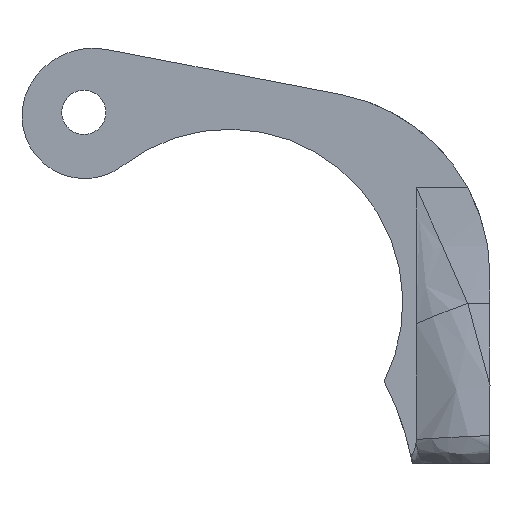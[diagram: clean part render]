
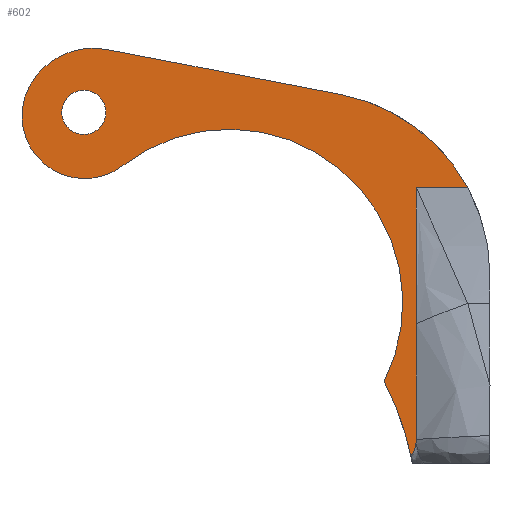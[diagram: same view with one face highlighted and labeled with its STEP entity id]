
A CAD part, left-side view. The second image highlights one B-rep face of the part: STEP entity #602.
In plain terms, the highlighted planar face has unit normal (-1, 0, 0).
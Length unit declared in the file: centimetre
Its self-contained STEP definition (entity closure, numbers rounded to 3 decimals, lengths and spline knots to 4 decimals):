
#18=FACE_BOUND('',#91,.T.);
#55=FACE_OUTER_BOUND('',#90,.T.);
#90=EDGE_LOOP('',(#504,#505,#506,#507,#508,#509,#510,#511,#512,#513));
#91=EDGE_LOOP('',(#514));
#106=CIRCLE('',#632,0.4);
#111=CIRCLE('',#646,0.3);
#117=CIRCLE('',#657,0.85);
#119=CIRCLE('',#660,2.3557);
#124=CIRCLE('',#667,4.);
#125=CIRCLE('',#669,2.5);
#126=CIRCLE('',#670,0.9787);
#182=LINE('',#1068,#234);
#183=LINE('',#1070,#235);
#184=LINE('',#1072,#236);
#185=LINE('',#1076,#237);
#234=VECTOR('',#809,1.);
#235=VECTOR('',#810,1.);
#236=VECTOR('',#811,10.);
#237=VECTOR('',#814,1.);
#250=VERTEX_POINT('',#884);
#251=VERTEX_POINT('',#886);
#277=VERTEX_POINT('',#1016);
#284=VERTEX_POINT('',#1039);
#285=VERTEX_POINT('',#1041);
#287=VERTEX_POINT('',#1047);
#293=VERTEX_POINT('',#1067);
#294=VERTEX_POINT('',#1069);
#295=VERTEX_POINT('',#1071);
#296=VERTEX_POINT('',#1073);
#297=VERTEX_POINT('',#1075);
#309=EDGE_CURVE('',#250,#251,#106,.T.);
#345=EDGE_CURVE('',#277,#277,#111,.T.);
#356=EDGE_CURVE('',#284,#285,#117,.T.);
#360=EDGE_CURVE('',#284,#287,#119,.T.);
#369=EDGE_CURVE('',#287,#251,#124,.F.);
#370=EDGE_CURVE('',#250,#293,#182,.T.);
#371=EDGE_CURVE('',#293,#294,#183,.T.);
#372=EDGE_CURVE('',#295,#294,#184,.T.);
#373=EDGE_CURVE('',#296,#295,#125,.T.);
#374=EDGE_CURVE('',#297,#296,#185,.T.);
#375=EDGE_CURVE('',#285,#297,#126,.T.);
#504=ORIENTED_EDGE('',*,*,#356,.F.);
#505=ORIENTED_EDGE('',*,*,#360,.T.);
#506=ORIENTED_EDGE('',*,*,#369,.T.);
#507=ORIENTED_EDGE('',*,*,#309,.F.);
#508=ORIENTED_EDGE('',*,*,#370,.T.);
#509=ORIENTED_EDGE('',*,*,#371,.T.);
#510=ORIENTED_EDGE('',*,*,#372,.F.);
#511=ORIENTED_EDGE('',*,*,#373,.F.);
#512=ORIENTED_EDGE('',*,*,#374,.F.);
#513=ORIENTED_EDGE('',*,*,#375,.F.);
#514=ORIENTED_EDGE('',*,*,#345,.T.);
#578=PLANE('',#668);
#602=ADVANCED_FACE('',(#55,#18),#578,.F.);
#632=AXIS2_PLACEMENT_3D('',#887,#697,#698);
#646=AXIS2_PLACEMENT_3D('',#1018,#752,#753);
#657=AXIS2_PLACEMENT_3D('',#1042,#779,#780);
#660=AXIS2_PLACEMENT_3D('',#1049,#787,#788);
#667=AXIS2_PLACEMENT_3D('',#1065,#805,#806);
#668=AXIS2_PLACEMENT_3D('',#1066,#807,#808);
#669=AXIS2_PLACEMENT_3D('',#1074,#812,#813);
#670=AXIS2_PLACEMENT_3D('',#1077,#815,#816);
#697=DIRECTION('center_axis',(1.,0.,0.));
#698=DIRECTION('ref_axis',(0.,1.,0.));
#752=DIRECTION('center_axis',(1.,0.,0.));
#753=DIRECTION('ref_axis',(0.,-1.,0.));
#779=DIRECTION('center_axis',(1.,0.,0.));
#780=DIRECTION('ref_axis',(0.,-0.889,-0.458));
#787=DIRECTION('center_axis',(1.,0.,0.));
#788=DIRECTION('ref_axis',(0.,0.,-1.));
#805=DIRECTION('center_axis',(-1.,0.,0.));
#806=DIRECTION('ref_axis',(0.,-0.996,0.087));
#807=DIRECTION('center_axis',(1.,0.,0.));
#808=DIRECTION('ref_axis',(0.,0.,-1.));
#809=DIRECTION('',(0.,0.,1.));
#810=DIRECTION('',(0.,0.,1.));
#811=DIRECTION('',(0.,1.,0.));
#812=DIRECTION('center_axis',(1.,0.,0.));
#813=DIRECTION('ref_axis',(0.,-0.771,0.637));
#814=DIRECTION('',(0.,-0.982,-0.189));
#815=DIRECTION('center_axis',(1.,0.,0.));
#816=DIRECTION('ref_axis',(0.,-0.008,-1.));
#884=CARTESIAN_POINT('',(0.,1.,-5.2898));
#886=CARTESIAN_POINT('',(0.,1.0717,-5.5184));
#887=CARTESIAN_POINT('Origin',(0.,1.4,-5.2898));
#1016=CARTESIAN_POINT('',(0.,5.8098,-0.8533));
#1018=CARTESIAN_POINT('Origin',(0.,5.5098,-0.8533));
#1039=CARTESIAN_POINT('',(0.,4.9792,-1.5745));
#1041=CARTESIAN_POINT('',(0.,6.2548,-0.5128));
#1042=CARTESIAN_POINT('Origin',(0.,5.4992,-0.9021));
#1047=CARTESIAN_POINT('',(0.,1.4362,-4.5016));
#1049=CARTESIAN_POINT('Origin',(0.,3.538,-3.4379));
#1065=CARTESIAN_POINT('Origin',(0.,4.9849,-6.3473));
#1066=CARTESIAN_POINT('Origin',(0.,3.1818,-2.9912));
#1067=CARTESIAN_POINT('',(0.,1.,-3.7195));
#1068=CARTESIAN_POINT('',(0.,1.,-4.4956));
#1069=CARTESIAN_POINT('',(0.,1.,-1.8775));
#1070=CARTESIAN_POINT('',(0.,1.,-4.4956));
#1071=CARTESIAN_POINT('',(0.,0.3001,-1.8775));
#1072=CARTESIAN_POINT('',(0.,1.,-1.8775));
#1073=CARTESIAN_POINT('',(0.,2.0279,-0.61));
#1074=CARTESIAN_POINT('Origin',(0.,2.5,-3.065));
#1075=CARTESIAN_POINT('',(0.,5.2,0.));
#1076=CARTESIAN_POINT('',(0.,5.2,0.));
#1077=CARTESIAN_POINT('Origin',(0.,5.3848,-0.9611));
